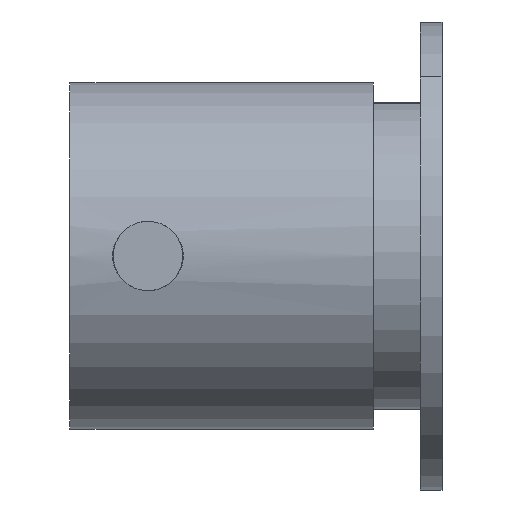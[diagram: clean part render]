
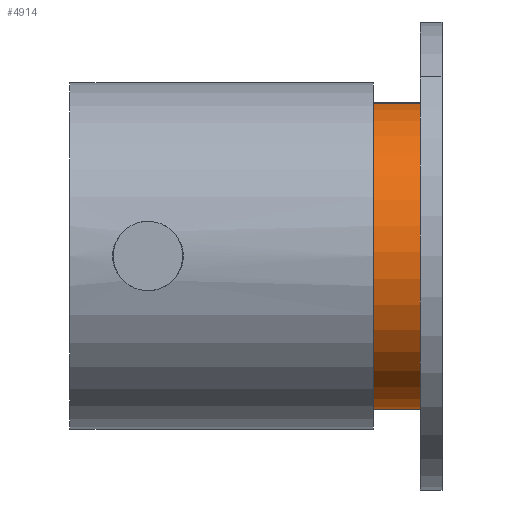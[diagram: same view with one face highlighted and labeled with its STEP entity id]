
A CAD part, left-side view. The second image highlights one B-rep face of the part: STEP entity #4914.
In plain terms, the highlighted cylindrical face has radius 17.75 mm (diameter 35.5 mm), a partial arc.
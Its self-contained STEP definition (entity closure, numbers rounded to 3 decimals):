
#54 = LINE ( 'NONE', #3203, #4653 ) ;
#197 = DIRECTION ( 'NONE',  ( 0., -1., 0. ) ) ;
#506 = AXIS2_PLACEMENT_3D ( 'NONE', #4987, #197, #4560 ) ;
#580 = DIRECTION ( 'NONE',  ( 0.15, 0., -0.989 ) ) ;
#672 = AXIS2_PLACEMENT_3D ( 'NONE', #4145, #2583, #580 ) ;
#681 = DIRECTION ( 'NONE',  ( 0., -1., 0. ) ) ;
#714 = ORIENTED_EDGE ( 'NONE', *, *, #3726, .F. ) ;
#756 = FACE_OUTER_BOUND ( 'NONE', #1514, .T. ) ;
#980 = CARTESIAN_POINT ( 'NONE',  ( 2.662, 28.097, -17.549 ) ) ;
#1018 = CARTESIAN_POINT ( 'NONE',  ( 2.662, 33.526, -17.549 ) ) ;
#1133 = CYLINDRICAL_SURFACE ( 'NONE', #4027, 17.75 ) ;
#1415 = CIRCLE ( 'NONE', #506, 17.75 ) ;
#1424 = VERTEX_POINT ( 'NONE', #4208 ) ;
#1514 = EDGE_LOOP ( 'NONE', ( #714, #4464, #4711, #3343 ) ) ;
#1549 = EDGE_CURVE ( 'NONE', #3656, #4212, #1415, .T. ) ;
#1590 = CIRCLE ( 'NONE', #672, 17.75 ) ;
#2107 = EDGE_CURVE ( 'NONE', #4212, #1424, #3841, .T. ) ;
#2566 = DIRECTION ( 'NONE',  ( 0., -1., 0. ) ) ;
#2583 = DIRECTION ( 'NONE',  ( 0., -1., 0. ) ) ;
#3203 = CARTESIAN_POINT ( 'NONE',  ( -2.662, 28.097, 17.549 ) ) ;
#3343 = ORIENTED_EDGE ( 'NONE', *, *, #3813, .F. ) ;
#3520 = CARTESIAN_POINT ( 'NONE',  ( 0., 28.097, 0. ) ) ;
#3656 = VERTEX_POINT ( 'NONE', #4702 ) ;
#3726 = EDGE_CURVE ( 'NONE', #3656, #4362, #54, .T. ) ;
#3813 = EDGE_CURVE ( 'NONE', #4362, #1424, #1590, .T. ) ;
#3841 = LINE ( 'NONE', #980, #4961 ) ;
#3918 = DIRECTION ( 'NONE',  ( 0.15, 0., -0.989 ) ) ;
#3936 = DIRECTION ( 'NONE',  ( 0., -1., 0. ) ) ;
#4027 = AXIS2_PLACEMENT_3D ( 'NONE', #3520, #681, #3918 ) ;
#4145 = CARTESIAN_POINT ( 'NONE',  ( 0., 28.097, 0. ) ) ;
#4208 = CARTESIAN_POINT ( 'NONE',  ( 2.662, 28.097, -17.549 ) ) ;
#4212 = VERTEX_POINT ( 'NONE', #1018 ) ;
#4328 = CARTESIAN_POINT ( 'NONE',  ( -2.662, 28.097, 17.549 ) ) ;
#4362 = VERTEX_POINT ( 'NONE', #4328 ) ;
#4464 = ORIENTED_EDGE ( 'NONE', *, *, #1549, .T. ) ;
#4560 = DIRECTION ( 'NONE',  ( 0., 0., 1. ) ) ;
#4653 = VECTOR ( 'NONE', #3936, 1000. ) ;
#4702 = CARTESIAN_POINT ( 'NONE',  ( -2.662, 33.526, 17.549 ) ) ;
#4711 = ORIENTED_EDGE ( 'NONE', *, *, #2107, .T. ) ;
#4914 = ADVANCED_FACE ( 'NONE', ( #756 ), #1133, .T. ) ;
#4961 = VECTOR ( 'NONE', #2566, 1000. ) ;
#4987 = CARTESIAN_POINT ( 'NONE',  ( 0., 33.526, 0. ) ) ;
